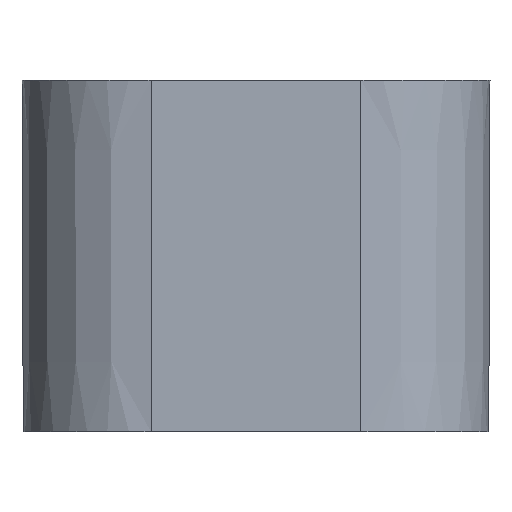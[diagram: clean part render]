
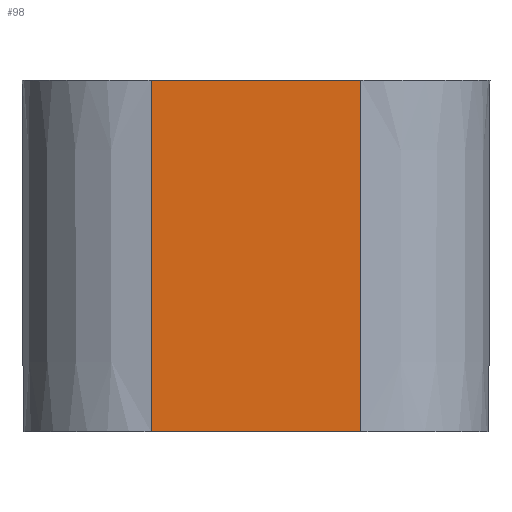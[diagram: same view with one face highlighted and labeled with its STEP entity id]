
A CAD part, left-side view. The second image highlights one B-rep face of the part: STEP entity #98.
In plain terms, the highlighted planar face has unit normal (-1, 0, -0.004).
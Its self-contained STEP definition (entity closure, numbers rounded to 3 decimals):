
#98=ADVANCED_FACE('',(#194),#195,.F.);
#194=FACE_OUTER_BOUND('',#334,.T.);
#195=PLANE('',#335);
#334=EDGE_LOOP('',(#637,#638,#639,#640));
#335=AXIS2_PLACEMENT_3D('',#641,#642,#643);
#637=ORIENTED_EDGE('',*,*,#1068,.F.);
#638=ORIENTED_EDGE('',*,*,#977,.F.);
#639=ORIENTED_EDGE('',*,*,#1054,.T.);
#640=ORIENTED_EDGE('',*,*,#1005,.T.);
#641=CARTESIAN_POINT('',(-87.142,-24.18,-10.25));
#642=DIRECTION('',(1.,0.0,0.003));
#643=DIRECTION('',(0.003,0.,-1.));
#977=EDGE_CURVE('',#1155,#1157,#1158,.F.);
#1005=EDGE_CURVE('',#1210,#1208,#1211,.T.);
#1054=EDGE_CURVE('',#1155,#1210,#1297,.T.);
#1068=EDGE_CURVE('',#1157,#1208,#1317,.T.);
#1155=VERTEX_POINT('',#1436);
#1157=VERTEX_POINT('',#1438);
#1158=LINE('',#1439,#1440);
#1208=VERTEX_POINT('',#1504);
#1210=VERTEX_POINT('',#1506);
#1211=LINE('',#1507,#1508);
#1297=LINE('',#1661,#1662);
#1317=LINE('',#1722,#1723);
#1436=CARTESIAN_POINT('',(-87.034,-24.18,-41.251));
#1438=CARTESIAN_POINT('',(-87.034,12.82,-41.251));
#1439=CARTESIAN_POINT('',(-87.034,-35.125,-41.251));
#1440=VECTOR('',#2093,1.0);
#1504=CARTESIAN_POINT('',(-87.25,12.82,20.75));
#1506=CARTESIAN_POINT('',(-87.25,-24.18,20.75));
#1507=CARTESIAN_POINT('',(-87.25,-35.318,20.75));
#1508=VECTOR('',#2147,1.0);
#1661=CARTESIAN_POINT('',(-86.964,-24.18,-61.25));
#1662=VECTOR('',#2236,1.0);
#1722=CARTESIAN_POINT('',(-86.964,12.82,-61.25));
#1723=VECTOR('',#2259,1.0);
#2093=DIRECTION('',(0.0,-1.0,0.0));
#2147=DIRECTION('',(-0.0,1.0,0.0));
#2236=DIRECTION('',(-0.003,0.,1.));
#2259=DIRECTION('',(-0.003,0.,1.));
